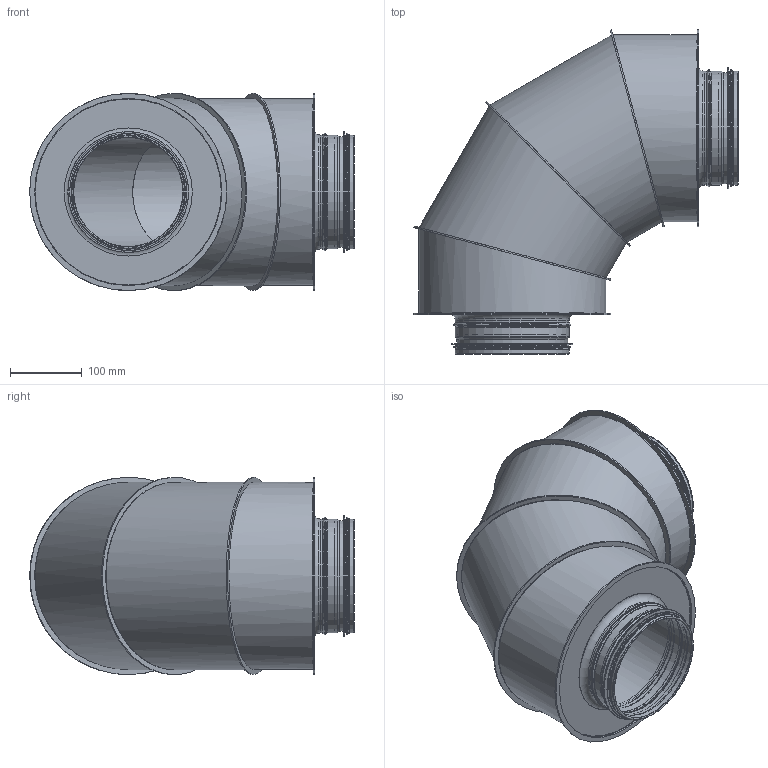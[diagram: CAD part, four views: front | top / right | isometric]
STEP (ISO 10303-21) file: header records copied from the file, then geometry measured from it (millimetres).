
FILE_DESCRIPTION(/* description */ ('Vinkel Ljuddämpare Ø160'),/* implementation_level */ '2;1');
FILE_NAME(/* name */ 'LO10005.stp',/* time_stamp */ '2016-11-28T03:56:06-08:00',/* author */ ('CAD'),/* organization */ (''),/* preprocessor_version */ 'ST-DEVELOPER v16.5',/* originating_system */ 'Autodesk Inventor 2017',/* authorisation */ '');
FILE_SCHEMA (('AUTOMOTIVE_DESIGN { 1 0 10303 214 3 1 1 }'));
Length unit declared in the file: millimetre
Products named in the file (1): HRFV-160
Bounding box: 453.5 x 453.5 x 275.4 mm (x, y, z)
Volume: 593926.8 mm3; surface area: 1517558.7 mm2
Topology: 6 solids, 11 shells, 182 faces, 362 edges, 200 vertices
Faces by surface type: torus 50, cylinder 50, bspline 34, plane 26, cone 22
Full cylindrical faces by diameter (mm): 152.4 x2, 153.8 x2, 153.9 x2, 157 x4, 157.5 x6, 157.6 x4, 158.4 x6, 159 x6, 163.9 x2, 168.9 x2, 260 x4, 261.4 x6, 275.4 x2
Entity records: 6064 total; most frequent: CARTESIAN_POINT 2891, DIRECTION 689, ORIENTED_EDGE 468, AXIS2_PLACEMENT_3D 332, EDGE_LOOP 326, EDGE_CURVE 220, FACE_OUTER_BOUND 180, VERTEX_POINT 180
